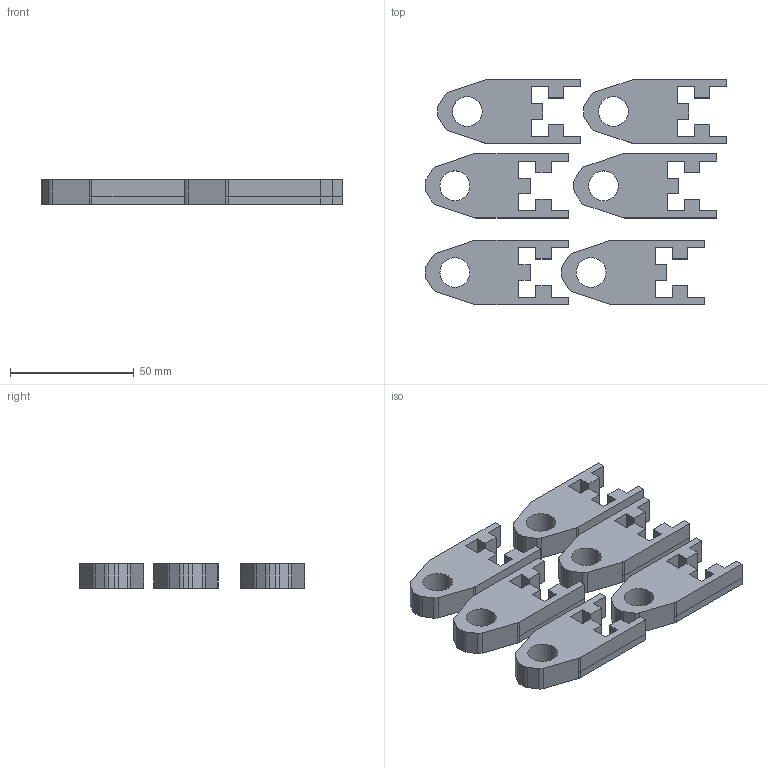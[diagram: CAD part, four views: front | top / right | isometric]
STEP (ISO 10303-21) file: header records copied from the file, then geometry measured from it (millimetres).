
FILE_DESCRIPTION(('HOOPS Exchange Step'),'2;1');
FILE_NAME('temp_export','2024-06-06T11:18:54-04:00',('mobile'),('Shapr3D Limited'),'HOOPS Exchange 2024.2','Shapr3D','Authorized');
FILE_SCHEMA( ('AUTOMOTIVE_DESIGN { 1 0 10303 214 1 1 1 1 }') );
Length unit declared in the file: millimetre
Products named in the file (2): 文件夹 04; root
Assembly tree (1 placements, depth 2):
  root
    文件夹 04
Bounding box: 121.8 x 91 x 10 mm (x, y, z)
Volume: 55484.4 mm3; surface area: 26600.2 mm2
Topology: 6 solids, 6 shells, 222 faces, 630 edges, 420 vertices
Faces by surface type: plane 168, cylinder 54
Full cylindrical faces by diameter (mm): 12.05 x6
Entity records: 7224 total; most frequent: CARTESIAN_POINT 1274, ORIENTED_EDGE 1260, DIRECTION 1186, EDGE_CURVE 630, VECTOR 522, LINE 522, VERTEX_POINT 420, AXIS2_PLACEMENT_3D 332
